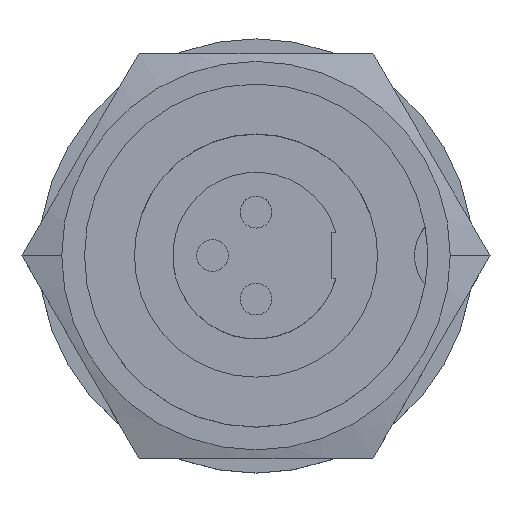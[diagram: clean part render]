
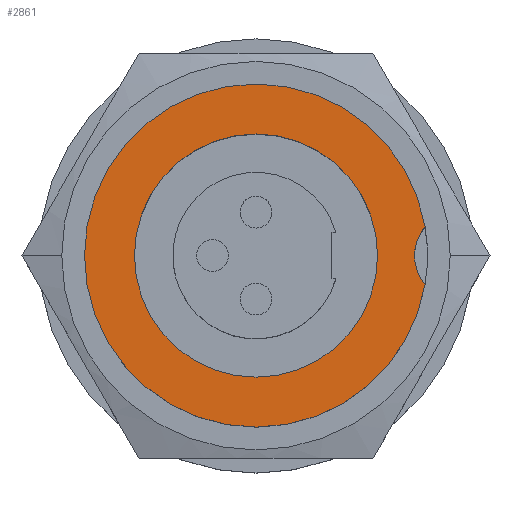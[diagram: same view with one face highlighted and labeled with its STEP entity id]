
A CAD part, top view. The second image highlights one B-rep face of the part: STEP entity #2861.
In plain terms, the highlighted planar face has unit normal (0, 0, 1).
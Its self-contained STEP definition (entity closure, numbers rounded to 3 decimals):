
#72=CARTESIAN_POINT('',(0.,0.,0.));
#73=DIRECTION('',(0.,0.,1.));
#74=DIRECTION('',(0.,1.,0.));
#75=AXIS2_PLACEMENT_3D('',#72,#73,#74);
#81=CARTESIAN_POINT('',(0.,0.,0.));
#82=DIRECTION('',(0.,0.,-1.));
#83=DIRECTION('',(0.,1.,0.));
#84=AXIS2_PLACEMENT_3D('',#81,#82,#83);
#90=CARTESIAN_POINT('',(7.027,0.,0.));
#91=DIRECTION('',(0.,0.,1.));
#92=DIRECTION('',(-0.765,0.644,0.));
#93=AXIS2_PLACEMENT_3D('',#90,#91,#92);
#150=CARTESIAN_POINT('',(0.,0.,0.));
#151=DIRECTION('',(0.,0.,1.));
#152=DIRECTION('',(0.986,0.169,0.));
#153=AXIS2_PLACEMENT_3D('',#150,#151,#152);
#2194=CARTESIAN_POINT('',(0.,4.2,0.));
#2196=VERTEX_POINT('',#2194);
#2202=CARTESIAN_POINT('',(0.,-4.2,0.));
#2204=VERTEX_POINT('',#2202);
#2342=CARTESIAN_POINT('',(5.84,1.,0.));
#2343=CARTESIAN_POINT('',(5.84,-1.,0.));
#2344=VERTEX_POINT('',#2342);
#2345=VERTEX_POINT('',#2343);
#2846=CARTESIAN_POINT('',(0.,0.,0.));
#2847=DIRECTION('',(0.,0.,1.));
#2848=DIRECTION('',(0.,1.,0.));
#2849=AXIS2_PLACEMENT_3D('',#2846,#2847,#2848);
#2850=PLANE('',#2849);
#2852=ORIENTED_EDGE('',*,*,#2851,.T.);
#2854=ORIENTED_EDGE('',*,*,#2853,.F.);
#2855=EDGE_LOOP('',(#2852,#2854));
#2856=FACE_OUTER_BOUND('',#2855,.F.);
#2857=ORIENTED_EDGE('',*,*,#2838,.F.);
#2858=ORIENTED_EDGE('',*,*,#2827,.T.);
#2859=EDGE_LOOP('',(#2857,#2858));
#2860=FACE_BOUND('',#2859,.F.);
#2861=ADVANCED_FACE('',(#2856,#2860),#2850,.T.);
#76=CIRCLE('',#75,4.2);
#85=CIRCLE('',#84,4.2);
#94=CIRCLE('',#93,1.552);
#154=CIRCLE('',#153,5.925);
#2827=EDGE_CURVE('',#2196,#2204,#76,.T.);
#2838=EDGE_CURVE('',#2196,#2204,#85,.T.);
#2851=EDGE_CURVE('',#2344,#2345,#94,.T.);
#2853=EDGE_CURVE('',#2344,#2345,#154,.T.);
